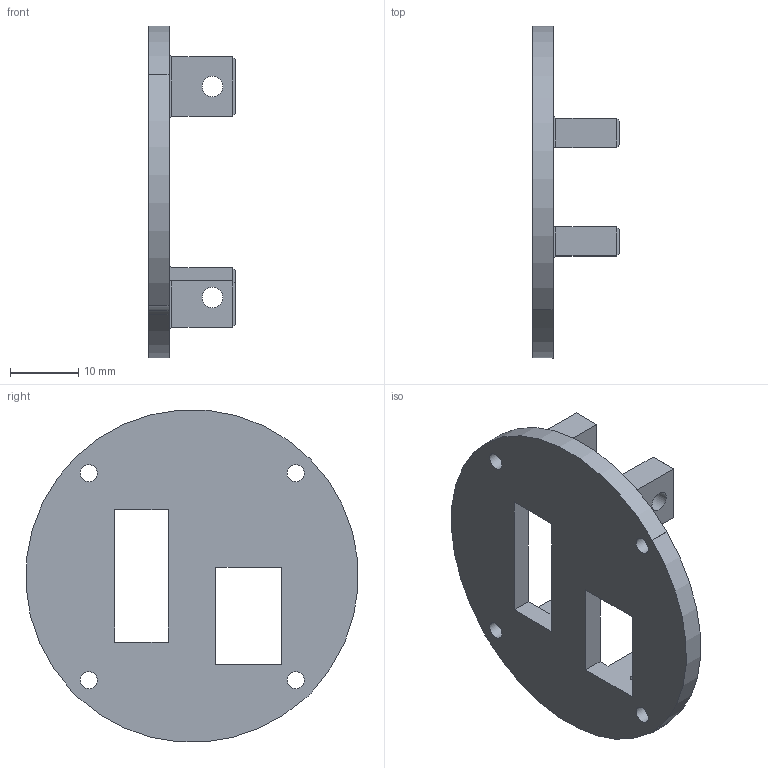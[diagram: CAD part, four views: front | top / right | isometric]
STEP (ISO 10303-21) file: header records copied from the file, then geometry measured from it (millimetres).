
FILE_DESCRIPTION(/* description */ (''),/* implementation_level */ '2;1');
FILE_NAME(/* name */ 'electronics enclosure.step',/* time_stamp */ '2021-07-08T08:39:25+02:00',/* author */ (''),/* organization */ (''),/* preprocessor_version */ 'ST-DEVELOPER v18.1',/* originating_system */ 'Autodesk Translation Framework v10.9.0.1377',/* authorisation */ '');
FILE_SCHEMA (('AUTOMOTIVE_DESIGN { 1 0 10303 214 3 1 1 }'));
Length unit declared in the file: millimetre
Products named in the file (1): electronics enclosure
Bounding box: 12.75 x 48.79 x 48.75 mm (x, y, z)
Volume: 5946.2 mm3; surface area: 5037.9 mm2
Topology: 1 solids, 1 shells, 71 faces, 175 edges, 109 vertices
Faces by surface type: plane 56, cylinder 15
Full cylindrical faces by diameter (mm): 2.5 x4, 3 x4
Entity records: 2117 total; most frequent: CARTESIAN_POINT 356, ORIENTED_EDGE 350, DIRECTION 349, EDGE_CURVE 175, LINE 145, VECTOR 145, VERTEX_POINT 109, AXIS2_PLACEMENT_3D 102
